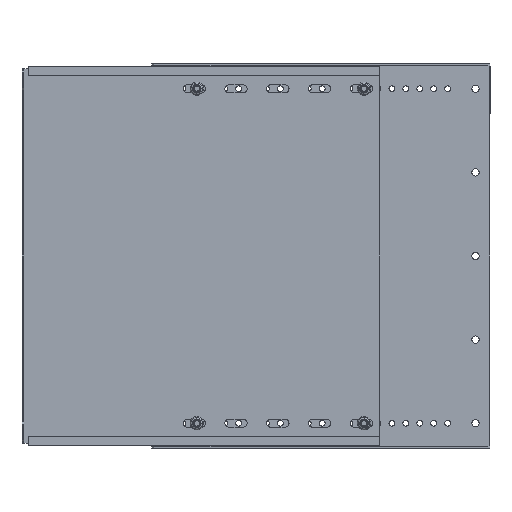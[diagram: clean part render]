
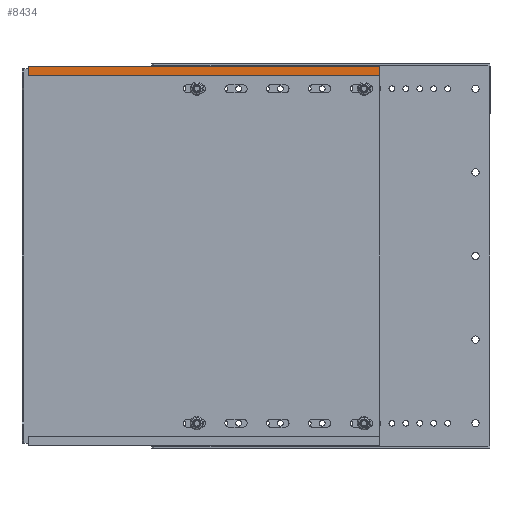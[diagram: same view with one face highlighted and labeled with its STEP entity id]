
A CAD part, front view. The second image highlights one B-rep face of the part: STEP entity #8434.
In plain terms, the highlighted planar face has unit normal (0, -1, 0).
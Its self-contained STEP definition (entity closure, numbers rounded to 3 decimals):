
#291 = CARTESIAN_POINT ( 'NONE',  ( -413.75, -1.6, 170.25 ) ) ;
#564 = CARTESIAN_POINT ( 'NONE',  ( -256.25, -1.6, 165.2 ) ) ;
#705 = VECTOR ( 'NONE', #5218, 1000. ) ;
#1689 = AXIS2_PLACEMENT_3D ( 'NONE', #564, #2051, #9127 ) ;
#1858 = DIRECTION ( 'NONE',  ( 1., 0., 0. ) ) ;
#1899 = ORIENTED_EDGE ( 'NONE', *, *, #7787, .F. ) ;
#2051 = DIRECTION ( 'NONE',  ( 0., -1., 0. ) ) ;
#2107 = VECTOR ( 'NONE', #5447, 1000. ) ;
#2675 = VERTEX_POINT ( 'NONE', #9592 ) ;
#2720 = VERTEX_POINT ( 'NONE', #291 ) ;
#2976 = CARTESIAN_POINT ( 'NONE',  ( -98.75, -1.6, 161.7 ) ) ;
#3015 = CARTESIAN_POINT ( 'NONE',  ( -413.75, -1.6, 161.7 ) ) ;
#3733 = CARTESIAN_POINT ( 'NONE',  ( -98.75, -1.6, 165.2 ) ) ;
#3836 = EDGE_CURVE ( 'NONE', #2720, #2675, #5108, .T. ) ;
#3917 = VERTEX_POINT ( 'NONE', #2976 ) ;
#4399 = EDGE_CURVE ( 'NONE', #2675, #3917, #9263, .T. ) ;
#4572 = DIRECTION ( 'NONE',  ( 0., 0., 1. ) ) ;
#5108 = LINE ( 'NONE', #6614, #7391 ) ;
#5218 = DIRECTION ( 'NONE',  ( -1., 0., 0. ) ) ;
#5265 = VERTEX_POINT ( 'NONE', #3015 ) ;
#5354 = LINE ( 'NONE', #7821, #7290 ) ;
#5447 = DIRECTION ( 'NONE',  ( 0., 0., -1. ) ) ;
#6056 = CARTESIAN_POINT ( 'NONE',  ( -256.25, -1.6, 161.7 ) ) ;
#6208 = PLANE ( 'NONE',  #1689 ) ;
#6614 = CARTESIAN_POINT ( 'NONE',  ( -422.845, -1.6, 170.25 ) ) ;
#6859 = LINE ( 'NONE', #6056, #705 ) ;
#7290 = VECTOR ( 'NONE', #4572, 1000. ) ;
#7391 = VECTOR ( 'NONE', #1858, 1000. ) ;
#7398 = ORIENTED_EDGE ( 'NONE', *, *, #8436, .F. ) ;
#7644 = FACE_OUTER_BOUND ( 'NONE', #8898, .T. ) ;
#7787 = EDGE_CURVE ( 'NONE', #5265, #2720, #5354, .T. ) ;
#7821 = CARTESIAN_POINT ( 'NONE',  ( -413.75, -1.6, 165.2 ) ) ;
#7907 = ORIENTED_EDGE ( 'NONE', *, *, #3836, .F. ) ;
#8434 = ADVANCED_FACE ( 'NONE', ( #7644 ), #6208, .T. ) ;
#8436 = EDGE_CURVE ( 'NONE', #3917, #5265, #6859, .T. ) ;
#8898 = EDGE_LOOP ( 'NONE', ( #7398, #9936, #7907, #1899 ) ) ;
#9127 = DIRECTION ( 'NONE',  ( 0., 0., -1. ) ) ;
#9263 = LINE ( 'NONE', #3733, #2107 ) ;
#9592 = CARTESIAN_POINT ( 'NONE',  ( -98.75, -1.6, 170.25 ) ) ;
#9936 = ORIENTED_EDGE ( 'NONE', *, *, #4399, .F. ) ;
